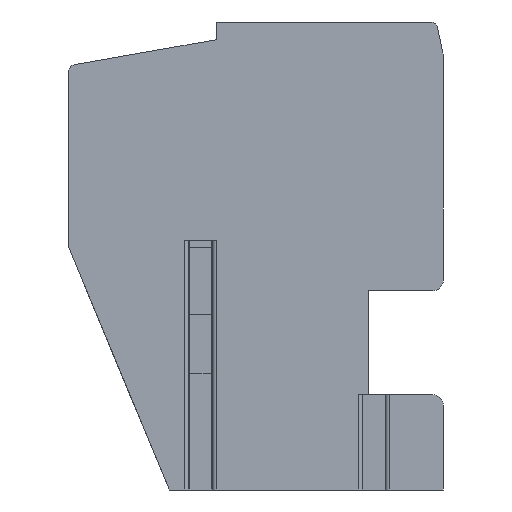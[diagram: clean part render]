
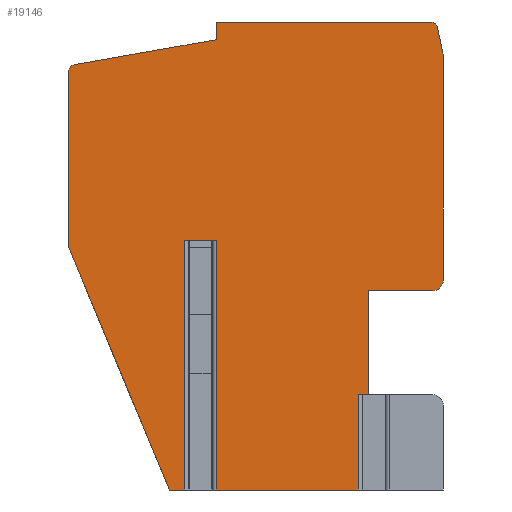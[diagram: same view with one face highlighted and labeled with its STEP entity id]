
A CAD part, left-side view. The second image highlights one B-rep face of the part: STEP entity #19146.
In plain terms, the highlighted planar face has unit normal (-1, 0, 0).
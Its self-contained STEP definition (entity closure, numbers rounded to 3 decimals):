
#18=DIRECTION('',(0.,0.,-1.));
#19=VECTOR('',#18,2.75);
#20=CARTESIAN_POINT('',(0.,-2.949,
-4.));
#21=LINE('',#20,#19);
#22=DIRECTION('',(0.,0.,-1.));
#23=VECTOR('',#22,7.2);
#24=CARTESIAN_POINT('',(0.,1.149,0.45));
#25=LINE('',#24,#23);
#26=DIRECTION('',(0.,1.,0.));
#27=VECTOR('',#26,0.901);
#28=CARTESIAN_POINT('',(0.,1.149,0.45));
#29=LINE('',#28,#27);
#30=DIRECTION('',(0.,0.,-1.));
#31=VECTOR('',#30,7.2);
#32=CARTESIAN_POINT('',(0.,2.05,0.45));
#33=LINE('',#32,#31);
#34=DIRECTION('',(0.,-0.383,-0.924));
#35=VECTOR('',#34,7.577);
#36=CARTESIAN_POINT('',(0.,5.4,0.25));
#37=LINE('',#36,#35);
#38=DIRECTION('',(0.,0.,1.));
#39=VECTOR('',#38,5.072);
#40=CARTESIAN_POINT('',(0.,5.4,0.25));
#41=LINE('',#40,#39);
#42=CARTESIAN_POINT('',(0.,5.2,5.322));
#43=DIRECTION('',(1.,0.,0.));
#44=DIRECTION('',(0.,1.,0.));
#45=AXIS2_PLACEMENT_3D('',#42,#43,#44);
#47=DIRECTION('',(0.,-0.985,0.174));
#48=VECTOR('',#47,4.148);
#49=CARTESIAN_POINT('',(0.,5.235,5.519));
#50=LINE('',#49,#48);
#51=DIRECTION('',(0.,0.,1.));
#52=VECTOR('',#51,0.511);
#53=CARTESIAN_POINT('',(0.,1.15,6.239));
#54=LINE('',#53,#52);
#55=DIRECTION('',(0.,-1.,0.));
#56=VECTOR('',#55,6.188);
#57=CARTESIAN_POINT('',(0.,1.15,6.75));
#58=LINE('',#57,#56);
#59=CARTESIAN_POINT('',(0.,-5.038,6.55));
#60=DIRECTION('',(1.,0.,0.));
#61=DIRECTION('',(0.,0.,1.));
#62=AXIS2_PLACEMENT_3D('',#59,#60,#61);
#64=DIRECTION('',(0.,-0.208,-0.978));
#65=VECTOR('',#64,0.747);
#66=CARTESIAN_POINT('',(0.,-5.234,6.592));
#67=LINE('',#66,#65);
#68=CARTESIAN_POINT('',(0.,-4.9,5.757));
#69=DIRECTION('',(1.,0.,0.));
#70=DIRECTION('',(0.,-0.978,0.208));
#71=AXIS2_PLACEMENT_3D('',#68,#69,#70);
#73=DIRECTION('',(0.,0.,-1.));
#74=VECTOR('',#73,6.457);
#75=CARTESIAN_POINT('',(0.,-5.4,5.757));
#76=LINE('',#75,#74);
#77=CARTESIAN_POINT('',(0.,-5.1,-0.7));
#78=DIRECTION('',(1.,0.,0.));
#79=DIRECTION('',(0.,-1.,0.));
#80=AXIS2_PLACEMENT_3D('',#77,#78,#79);
#82=DIRECTION('',(0.,1.,0.));
#83=VECTOR('',#82,1.85);
#84=CARTESIAN_POINT('',(0.,-5.1,-1.));
#85=LINE('',#84,#83);
#86=DIRECTION('',(0.,0.,-1.));
#87=VECTOR('',#86,3.);
#88=CARTESIAN_POINT('',(0.,-3.25,-1.));
#89=LINE('',#88,#87);
#90=DIRECTION('',(0.,-1.,0.));
#91=VECTOR('',#90,0.301);
#92=CARTESIAN_POINT('',(0.,-2.949,
-4.));
#93=LINE('',#92,#91);
#395=DIRECTION('',(0.,-1.,0.));
#396=VECTOR('',#395,0.45);
#397=CARTESIAN_POINT('',(0.,2.5,-6.75));
#398=LINE('',#397,#396);
#431=DIRECTION('',(0.,-1.,0.));
#432=VECTOR('',#431,4.098);
#433=CARTESIAN_POINT('',(0.,1.149,
-6.75));
#434=LINE('',#433,#432);
#14771=CARTESIAN_POINT('',(0.,5.4,5.322));
#14772=CARTESIAN_POINT('',(0.,5.235,5.519));
#14773=VERTEX_POINT('',#14771);
#14774=VERTEX_POINT('',#14772);
#14775=CARTESIAN_POINT('',(0.,1.15,6.239));
#14776=VERTEX_POINT('',#14775);
#14777=CARTESIAN_POINT('',(0.,1.15,6.75));
#14778=VERTEX_POINT('',#14777);
#14779=CARTESIAN_POINT('',(0.,-5.038,6.75));
#14780=VERTEX_POINT('',#14779);
#14781=CARTESIAN_POINT('',(0.,-5.234,6.592));
#14782=VERTEX_POINT('',#14781);
#14783=CARTESIAN_POINT('',(0.,-5.389,5.86));
#14784=VERTEX_POINT('',#14783);
#14785=CARTESIAN_POINT('',(0.,-5.4,5.757));
#14786=VERTEX_POINT('',#14785);
#14787=CARTESIAN_POINT('',(0.,-5.4,-0.7));
#14788=VERTEX_POINT('',#14787);
#14789=CARTESIAN_POINT('',(0.,-5.1,-1.));
#14790=VERTEX_POINT('',#14789);
#14791=CARTESIAN_POINT('',(0.,-3.25,-1.));
#14792=VERTEX_POINT('',#14791);
#15933=CARTESIAN_POINT('',(0.,5.4,0.25));
#15934=VERTEX_POINT('',#15933);
#15965=CARTESIAN_POINT('',(0.,1.149,
0.45));
#15966=CARTESIAN_POINT('',(0.,2.05,
0.45));
#15967=VERTEX_POINT('',#15965);
#15968=VERTEX_POINT('',#15966);
#15969=CARTESIAN_POINT('',(0.,1.149,
-6.75));
#15970=VERTEX_POINT('',#15969);
#15971=CARTESIAN_POINT('',(0.,2.05,
-6.75));
#15972=VERTEX_POINT('',#15971);
#15985=CARTESIAN_POINT('',(0.,2.5,-6.75));
#15986=VERTEX_POINT('',#15985);
#15997=CARTESIAN_POINT('',(0.,-2.949,
-4.));
#15998=CARTESIAN_POINT('',(0.,-2.949,
-6.75));
#15999=VERTEX_POINT('',#15997);
#16000=VERTEX_POINT('',#15998);
#16001=CARTESIAN_POINT('',(0.,-3.25,-4.));
#16002=VERTEX_POINT('',#16001);
#19099=CARTESIAN_POINT('',(0.,0.,0.));
#19100=DIRECTION('',(1.,0.,0.));
#19101=DIRECTION('',(0.,0.,-1.));
#19102=AXIS2_PLACEMENT_3D('',#19099,#19100,#19101);
#19103=PLANE('',#19102);
#19105=ORIENTED_EDGE('',*,*,#19104,.T.);
#19107=ORIENTED_EDGE('',*,*,#19106,.F.);
#19109=ORIENTED_EDGE('',*,*,#19108,.F.);
#19111=ORIENTED_EDGE('',*,*,#19110,.T.);
#19113=ORIENTED_EDGE('',*,*,#19112,.T.);
#19115=ORIENTED_EDGE('',*,*,#19114,.F.);
#19117=ORIENTED_EDGE('',*,*,#19116,.F.);
#19119=ORIENTED_EDGE('',*,*,#19118,.T.);
#19121=ORIENTED_EDGE('',*,*,#19120,.T.);
#19123=ORIENTED_EDGE('',*,*,#19122,.T.);
#19125=ORIENTED_EDGE('',*,*,#19124,.T.);
#19127=ORIENTED_EDGE('',*,*,#19126,.T.);
#19129=ORIENTED_EDGE('',*,*,#19128,.T.);
#19131=ORIENTED_EDGE('',*,*,#19130,.T.);
#19133=ORIENTED_EDGE('',*,*,#19132,.T.);
#19135=ORIENTED_EDGE('',*,*,#19134,.T.);
#19137=ORIENTED_EDGE('',*,*,#19136,.T.);
#19139=ORIENTED_EDGE('',*,*,#19138,.T.);
#19141=ORIENTED_EDGE('',*,*,#19140,.T.);
#19143=ORIENTED_EDGE('',*,*,#19142,.F.);
#19144=EDGE_LOOP('',(#19105,#19107,#19109,#19111,#19113,#19115,#19117,#19119,
#19121,#19123,#19125,#19127,#19129,#19131,#19133,#19135,#19137,#19139,#19141,
#19143));
#19145=FACE_OUTER_BOUND('',#19144,.F.);
#19146=ADVANCED_FACE('',(#19145),#19103,.F.);
#46=CIRCLE('',#45,0.2);
#63=CIRCLE('',#62,0.2);
#72=CIRCLE('',#71,0.5);
#81=CIRCLE('',#80,0.3);
#19104=EDGE_CURVE('',#15999,#16000,#21,.T.);
#19106=EDGE_CURVE('',#15970,#16000,#434,.T.);
#19108=EDGE_CURVE('',#15967,#15970,#25,.T.);
#19110=EDGE_CURVE('',#15967,#15968,#29,.T.);
#19112=EDGE_CURVE('',#15968,#15972,#33,.T.);
#19114=EDGE_CURVE('',#15986,#15972,#398,.T.);
#19116=EDGE_CURVE('',#15934,#15986,#37,.T.);
#19118=EDGE_CURVE('',#15934,#14773,#41,.T.);
#19120=EDGE_CURVE('',#14773,#14774,#46,.T.);
#19122=EDGE_CURVE('',#14774,#14776,#50,.T.);
#19124=EDGE_CURVE('',#14776,#14778,#54,.T.);
#19126=EDGE_CURVE('',#14778,#14780,#58,.T.);
#19128=EDGE_CURVE('',#14780,#14782,#63,.T.);
#19130=EDGE_CURVE('',#14782,#14784,#67,.T.);
#19132=EDGE_CURVE('',#14784,#14786,#72,.T.);
#19134=EDGE_CURVE('',#14786,#14788,#76,.T.);
#19136=EDGE_CURVE('',#14788,#14790,#81,.T.);
#19138=EDGE_CURVE('',#14790,#14792,#85,.T.);
#19140=EDGE_CURVE('',#14792,#16002,#89,.T.);
#19142=EDGE_CURVE('',#15999,#16002,#93,.T.);
